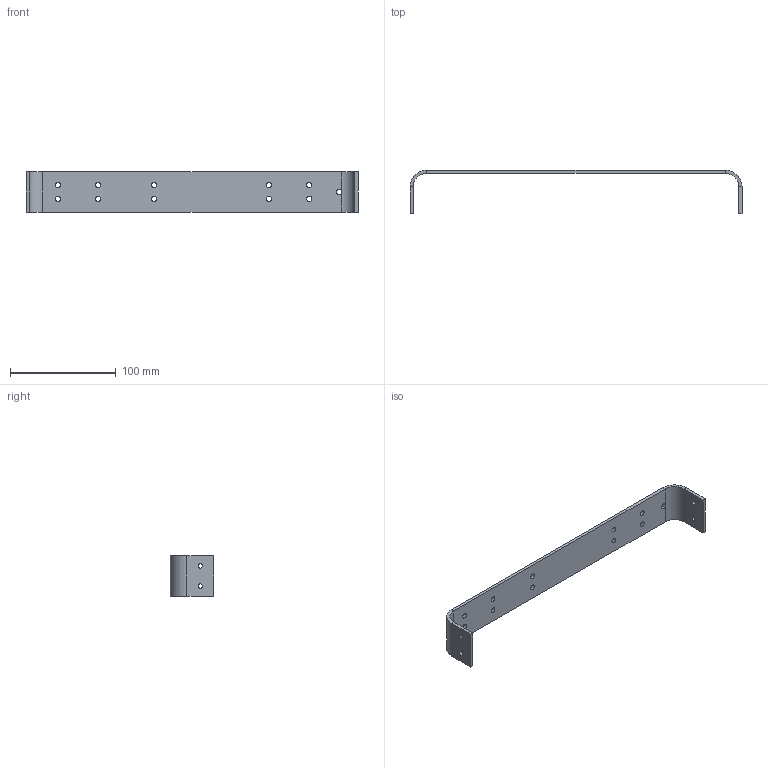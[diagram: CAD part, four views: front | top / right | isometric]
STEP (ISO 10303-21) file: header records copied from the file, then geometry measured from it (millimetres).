
FILE_DESCRIPTION(/* description */ (''),/* implementation_level */ '2;1');
FILE_NAME(/* name */ 'Q_blower_MK1_Top_bar_METAL.step',/* time_stamp */ '2023-07-21T11:57:22+02:00',/* author */ (''),/* organization */ (''),/* preprocessor_version */ 'ST-DEVELOPER v19.2',/* originating_system */ 'Autodesk Translation Framework v12.6.0.85',/* authorisation */ '');
FILE_SCHEMA (('AUTOMOTIVE_DESIGN { 1 0 10303 214 3 1 1 }'));
Length unit declared in the file: millimetre
Products named in the file (2): backet_3; top_bracket
Assembly tree (1 placements, depth 2):
  backet_3
    top_bracket
Bounding box: 313.98 x 41.1 x 38.1 mm (x, y, z)
Volume: 84810 mm3; surface area: 62871.4 mm2
Topology: 2 solids, 2 shells, 67 faces, 181 edges, 114 vertices
Faces by surface type: cylinder 39, plane 28
Full cylindrical faces by diameter (mm): 4 x8, 5 x21
Entity records: 2326 total; most frequent: CARTESIAN_POINT 405, DIRECTION 395, ORIENTED_EDGE 362, EDGE_CURVE 181, AXIS2_PLACEMENT_3D 148, EDGE_LOOP 123, VERTEX_POINT 114, LINE 99
